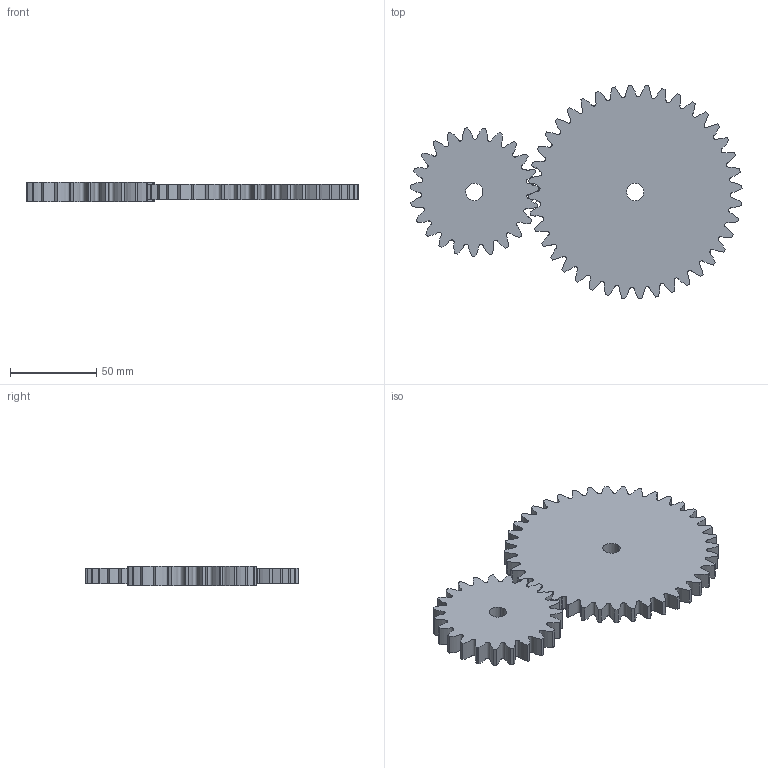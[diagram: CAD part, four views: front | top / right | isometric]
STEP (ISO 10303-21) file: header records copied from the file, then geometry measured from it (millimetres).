
FILE_DESCRIPTION(('CATIA V5 STEP Exchange'),'2;1');
FILE_NAME('10_damage.stp','2025-08-07T01:40:30+00:00',('none'),('none'),'CATIA Version 5 Release 21 GA (IN-10)','CATIA V5 STEP AP203','none');
FILE_SCHEMA(('CONFIG_CONTROL_DESIGN'));
Length unit declared in the file: millimetre
Products named in the file (1): 10
Assembly tree (2 placements, depth 2):
  10
    #58
    #6850
Bounding box: 191.96 x 123.53 x 11.5 mm (x, y, z)
Volume: 133749.9 mm3; surface area: 40372.7 mm2
Topology: 2 solids, 2 shells, 167 faces, 489 edges, 326 vertices
Faces by surface type: bspline 71, cylinder 68, plane 28
Entity records: 18507 total; most frequent: CARTESIAN_POINT 14666, ORIENTED_EDGE 978, EDGE_CURVE 489, DIRECTION 451, VERTEX_POINT 326, B_SPLINE_CURVE_WITH_KNOTS 238, AXIS2_PLACEMENT_3D 236, EDGE_LOOP 171
